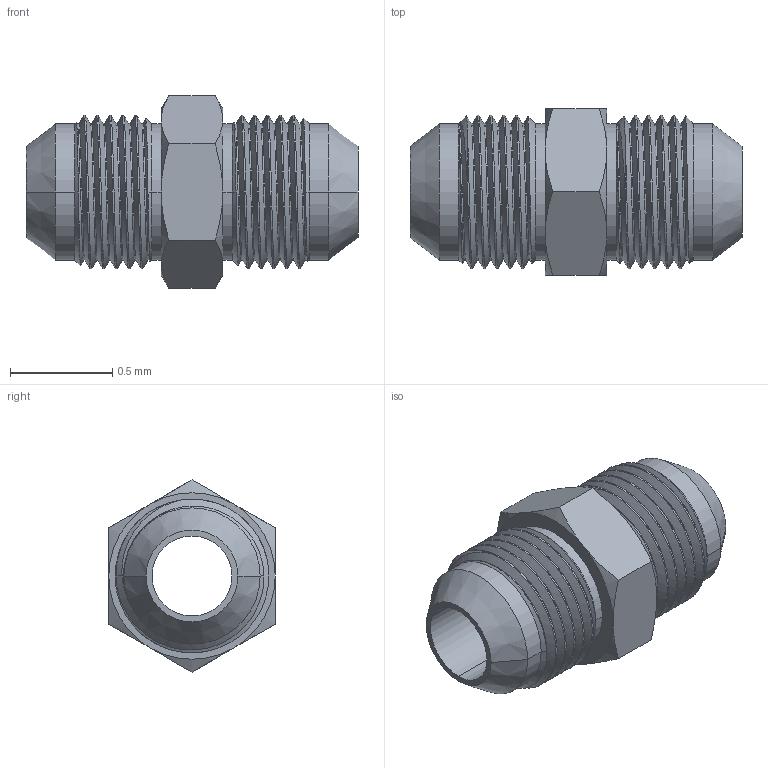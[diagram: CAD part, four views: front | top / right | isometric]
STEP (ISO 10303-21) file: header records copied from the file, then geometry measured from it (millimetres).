
FILE_DESCRIPTION(/* description */ (''),/* implementation_level */ '2;1');
FILE_NAME(/* name */ '2403-08-08.stp',/* time_stamp */ '2023-05-26T16:06:09-04:00',/* author */ ('esanner'),/* organization */ (''),/* preprocessor_version */ 'ST-DEVELOPER v19',/* originating_system */ 'AutoCAD Mechanical',/* authorisation */ '');
FILE_SCHEMA (('AUTOMOTIVE_DESIGN { 1 0 10303 214 3 1 1 }'));
Length unit declared in the file: inch
Products named in the file (2): Product; 50675K263_37 Degree Flared Fitting for Copper Tubing
Assembly tree (1 placements, depth 2):
  Product
    50675K263_37 Degree Flared Fitting for Copper Tubing
Bounding box: 1.62 x 0.81 x 0.94 mm (x, y, z)
Volume: 0.4 mm3; surface area: 7.4 mm2
Topology: 1 solids, 1 shells, 86 faces, 222 edges, 140 vertices
Faces by surface type: cylinder 44, cone 28, plane 10, bspline 4
Full cylindrical faces by diameter (mm): 0.669 x10
Entity records: 4929 total; most frequent: CARTESIAN_POINT 3081, ORIENTED_EDGE 444, DIRECTION 328, EDGE_CURVE 222, VERTEX_POINT 140, AXIS2_PLACEMENT_3D 133, EDGE_LOOP 90, FACE_OUTER_BOUND 86
